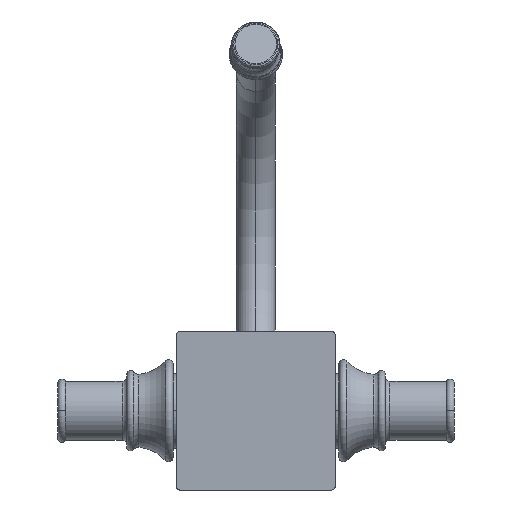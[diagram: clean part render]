
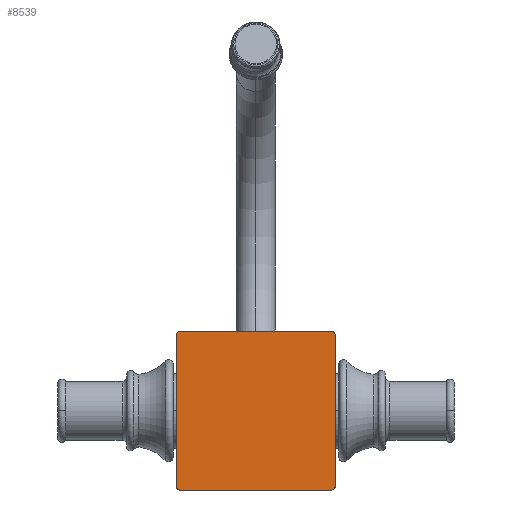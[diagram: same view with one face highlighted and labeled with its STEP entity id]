
A CAD part, front view. The second image highlights one B-rep face of the part: STEP entity #8539.
In plain terms, the highlighted planar face has unit normal (0, -1, 0).
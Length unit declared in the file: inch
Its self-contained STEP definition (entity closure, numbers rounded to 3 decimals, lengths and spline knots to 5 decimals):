
#564=CARTESIAN_POINT('',(-0.985,0.,0.985));
#565=DIRECTION('',(0.,-1.,0.));
#566=DIRECTION('',(0.,0.,1.));
#567=AXIS2_PLACEMENT_3D('',#564,#565,#566);
#574=DIRECTION('',(1.,0.,0.));
#575=VECTOR('',#574,1.97);
#576=CARTESIAN_POINT('',(-0.985,0.,1.025));
#577=LINE('',#576,#575);
#600=CARTESIAN_POINT('',(0.985,0.,0.985));
#601=DIRECTION('',(0.,-1.,0.));
#602=DIRECTION('',(1.,0.,0.));
#603=AXIS2_PLACEMENT_3D('',#600,#601,#602);
#610=DIRECTION('',(0.,0.,-1.));
#611=VECTOR('',#610,1.97);
#612=CARTESIAN_POINT('',(1.025,0.,0.985));
#613=LINE('',#612,#611);
#636=CARTESIAN_POINT('',(0.985,0.,-0.985));
#637=DIRECTION('',(0.,-1.,0.));
#638=DIRECTION('',(0.,0.,-1.));
#639=AXIS2_PLACEMENT_3D('',#636,#637,#638);
#646=DIRECTION('',(-1.,0.,0.));
#647=VECTOR('',#646,1.97);
#648=CARTESIAN_POINT('',(0.985,0.,-1.025));
#649=LINE('',#648,#647);
#672=CARTESIAN_POINT('',(-0.985,0.,-0.985));
#673=DIRECTION('',(0.,-1.,0.));
#674=DIRECTION('',(-1.,0.,0.));
#675=AXIS2_PLACEMENT_3D('',#672,#673,#674);
#682=DIRECTION('',(0.,0.,1.));
#683=VECTOR('',#682,1.97);
#684=CARTESIAN_POINT('',(-1.025,0.,-0.985));
#685=LINE('',#684,#683);
#6288=CARTESIAN_POINT('',(-0.985,0.,1.025));
#6289=CARTESIAN_POINT('',(-1.025,0.,0.985));
#6290=VERTEX_POINT('',#6288);
#6291=VERTEX_POINT('',#6289);
#6292=CARTESIAN_POINT('',(0.985,0.,1.025));
#6293=VERTEX_POINT('',#6292);
#6294=CARTESIAN_POINT('',(1.025,0.,0.985));
#6295=VERTEX_POINT('',#6294);
#6296=CARTESIAN_POINT('',(1.025,0.,-0.985));
#6297=VERTEX_POINT('',#6296);
#6298=CARTESIAN_POINT('',(0.985,0.,-1.025));
#6299=VERTEX_POINT('',#6298);
#6300=CARTESIAN_POINT('',(-0.985,0.,-1.025));
#6301=VERTEX_POINT('',#6300);
#6302=CARTESIAN_POINT('',(-1.025,0.,-0.985));
#6303=VERTEX_POINT('',#6302);
#8517=CARTESIAN_POINT('',(0.,0.,0.));
#8518=DIRECTION('',(0.,1.,0.));
#8519=DIRECTION('',(0.,0.,-1.));
#8520=AXIS2_PLACEMENT_3D('',#8517,#8518,#8519);
#8521=PLANE('',#8520);
#8522=ORIENTED_EDGE('',*,*,#8507,.F.);
#8524=ORIENTED_EDGE('',*,*,#8523,.T.);
#8526=ORIENTED_EDGE('',*,*,#8525,.F.);
#8528=ORIENTED_EDGE('',*,*,#8527,.T.);
#8530=ORIENTED_EDGE('',*,*,#8529,.F.);
#8532=ORIENTED_EDGE('',*,*,#8531,.T.);
#8534=ORIENTED_EDGE('',*,*,#8533,.F.);
#8536=ORIENTED_EDGE('',*,*,#8535,.T.);
#8537=EDGE_LOOP('',(#8522,#8524,#8526,#8528,#8530,#8532,#8534,#8536));
#8538=FACE_OUTER_BOUND('',#8537,.F.);
#8539=ADVANCED_FACE('',(#8538),#8521,.F.);
#568=CIRCLE('',#567,0.04);
#604=CIRCLE('',#603,0.04);
#640=CIRCLE('',#639,0.04);
#676=CIRCLE('',#675,0.04);
#8507=EDGE_CURVE('',#6290,#6291,#568,.T.);
#8523=EDGE_CURVE('',#6290,#6293,#577,.T.);
#8525=EDGE_CURVE('',#6295,#6293,#604,.T.);
#8527=EDGE_CURVE('',#6295,#6297,#613,.T.);
#8529=EDGE_CURVE('',#6299,#6297,#640,.T.);
#8531=EDGE_CURVE('',#6299,#6301,#649,.T.);
#8533=EDGE_CURVE('',#6303,#6301,#676,.T.);
#8535=EDGE_CURVE('',#6303,#6291,#685,.T.);
